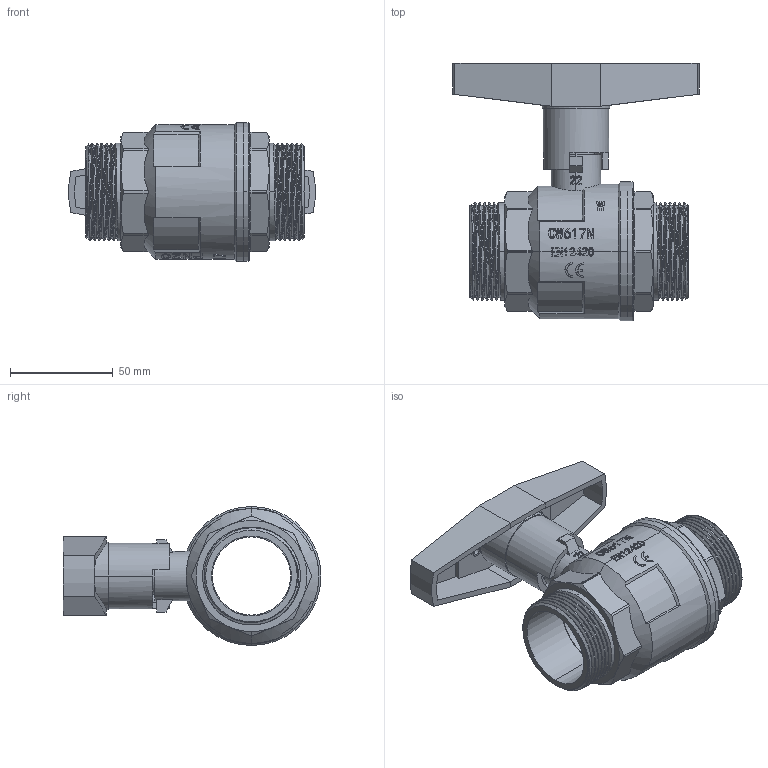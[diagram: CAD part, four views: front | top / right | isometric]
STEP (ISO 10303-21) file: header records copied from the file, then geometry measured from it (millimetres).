
FILE_DESCRIPTION(/* description */ ('Unknown'),/* implementation_level */ '2;1');
FILE_NAME(/* name */ '682-08',/* time_stamp */ '2025-10-09T11:07:49+02:00',/* author */ ('Unknown'),/* organization */ ('Unknown'),/* preprocessor_version */ 'ST-DEVELOPER v20',/* originating_system */ 'Solid Edge',/* authorisation */ 'Unknown');
FILE_SCHEMA (('MODEL_BASED_INTEGRATED_MANUFACTURING_SCHEMA','AUTOMOTIVE_DESIGN {1 0 10303 214 3 1 1}'));
Products named in the file (10): 682-08; 10.33711.G40.0B5B-5990_10.33711.G40.0B5B-5990; 10.33711.G40.1_10.33711.G40.1B5B; 10.33701.G32.4_10.33701.G32.4632; 10.33601.G32.50_10.33601.G32.5032-5990; 94110680-78; VT0801435007-20; VT0801431006-1; VT0801435007-1; VT120017-M12X19D5-1
Assembly tree (9 placements, depth 3):
  682-08
    10.33711.G40.0B5B-5990_10.33711.G40.0B5B-5990
    10.33711.G40.1_10.33711.G40.1B5B
    10.33701.G32.4_10.33701.G32.4632
    10.33601.G32.50_10.33601.G32.5032-5990
    94110680-78
      VT0801435007-20
      VT0801431006-1
      VT0801435007-1
      VT120017-M12X19D5-1
Bounding box: 119.73 x 125.25 x 67.5 mm (x, y, z)
Volume: 144054.1 mm3; surface area: 85872.8 mm2
Topology: 8 solids, 8 shells, 1151 faces, 3097 edges, 2034 vertices
Faces by surface type: plane 494, cylinder 344, bspline 209, cone 80, torus 18, sphere 6
Entity records: 72626 total; most frequent: CARTESIAN_POINT 46493, ORIENTED_EDGE 6194, DIRECTION 4247, EDGE_CURVE 3097, VERTEX_POINT 2034, AXIS2_PLACEMENT_3D 1531, EDGE_LOOP 1241, FACE_BOUND 1241
